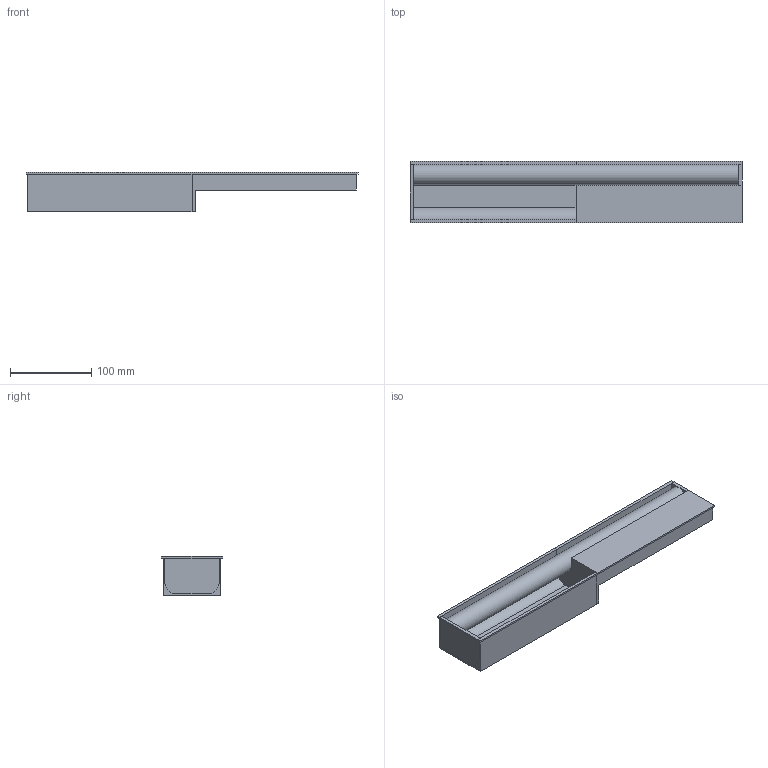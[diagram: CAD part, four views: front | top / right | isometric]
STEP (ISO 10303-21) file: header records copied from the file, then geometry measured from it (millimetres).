
FILE_DESCRIPTION( ( 'STEP AP203' ), '1' );
FILE_NAME( ' ', ' ', ( ' ' ), ( ' ' ), 'PSStep 10.0', ' ', ' ' );
FILE_SCHEMA( ( 'CONFIG_CONTROL_DESIGN' ) );
Length unit declared in the file: millimetre
Products named in the file (5): 1; 2; 3; 4; 5
Bounding box: 408 x 75 x 48 mm (x, y, z)
Volume: 491611.5 mm3; surface area: 154785.7 mm2
Topology: 5 solids, 5 shells, 59 faces, 146 edges, 97 vertices
Faces by surface type: plane 54, cylinder 5
Full cylindrical faces by diameter (mm): 25 x1
Entity records: 1938 total; most frequent: CARTESIAN_POINT 306, ORIENTED_EDGE 290, DIRECTION 284, EDGE_CURVE 145, LINE 134, VECTOR 134, VERTEX_POINT 97, AXIS2_PLACEMENT_3D 75
